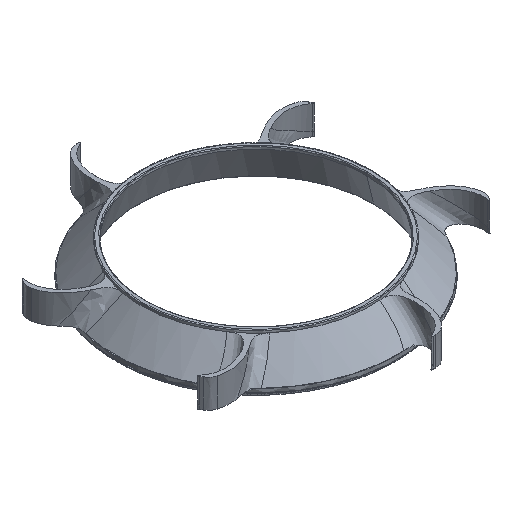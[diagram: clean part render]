
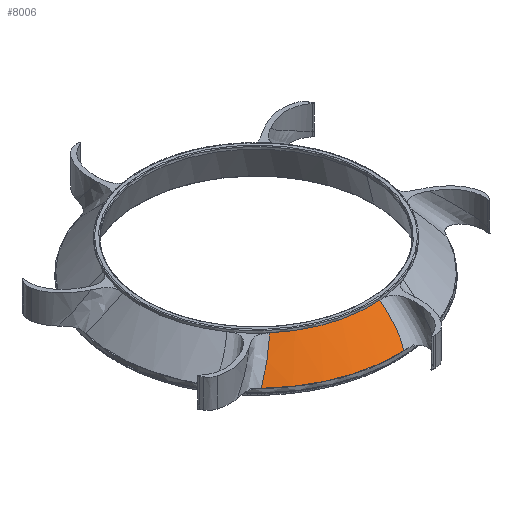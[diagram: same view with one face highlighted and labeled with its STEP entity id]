
A CAD part, isometric view. The second image highlights one B-rep face of the part: STEP entity #8006.
In plain terms, the highlighted conical face has half-angle 43 degrees and reference radius 60 mm.
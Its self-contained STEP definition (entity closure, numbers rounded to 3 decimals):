
#1053 = CARTESIAN_POINT ( 'NONE',  ( 3.142, -73.921, 1.956 ) ) ;
#1430 = VERTEX_POINT ( 'NONE', #24413 ) ;
#1945 = CARTESIAN_POINT ( 'NONE',  ( 5.407, -64.589, 11.793 ) ) ;
#2118 = CARTESIAN_POINT ( 'NONE',  ( 4.633, -70.477, 5.558 ) ) ;
#2414 = AXIS2_PLACEMENT_3D ( 'NONE', #33595, #9998, #15343 ) ;
#2929 = CARTESIAN_POINT ( 'NONE',  ( -44.014, -49.907, 9.939 ) ) ;
#3076 = VERTEX_POINT ( 'NONE', #21763 ) ;
#3105 = EDGE_CURVE ( 'NONE', #1430, #3076, #6251, .T. ) ;
#4863 = CARTESIAN_POINT ( 'NONE',  ( 4.783, -69.92, 6.143 ) ) ;
#5032 = CARTESIAN_POINT ( 'NONE',  ( 4.554, -70.763, 5.257 ) ) ;
#5206 = CARTESIAN_POINT ( 'NONE',  ( 4.629, -70.493, 5.54 ) ) ;
#5445 = EDGE_CURVE ( 'NONE', #31018, #3076, #22132, .T. ) ;
#6251 = CIRCLE ( 'NONE', #2414, 60. ) ;
#6928 = CARTESIAN_POINT ( 'NONE',  ( -43.197, -49.354, 10.963 ) ) ;
#7095 = CARTESIAN_POINT ( 'NONE',  ( 4.231, -71.754, 4.218 ) ) ;
#7433 = CARTESIAN_POINT ( 'NONE',  ( 3.742, -72.916, 3.003 ) ) ;
#7486 = DIRECTION ( 'NONE',  ( 1., 0., 0. ) ) ;
#7784 = CARTESIAN_POINT ( 'NONE',  ( 5.203, -67.183, 9.037 ) ) ;
#8006 = ADVANCED_FACE ( 'NONE', ( #31869 ), #19875, .T. ) ;
#8069 = CARTESIAN_POINT ( 'NONE',  ( -38.698, -45.853, 16.956 ) ) ;
#8846 = AXIS2_PLACEMENT_3D ( 'NONE', #11047, #23966, #24466 ) ;
#8867 = B_SPLINE_CURVE_WITH_KNOTS ( 'NONE', 3,
 ( #8069, #34077, #25352, #21007, #21164, #6928, #26502, #2929, #31494, #16003, #18577, #20364, #13081, #25519, #13417 ),
 .UNSPECIFIED., .F., .F.,
 ( 4, 2, 2, 1, 1, 1, 2, 2, 4 ),
 ( 0., 0.25, 0.375, 0.437, 0.469, 0.484, 0.492, 0.5, 1. ),
 .UNSPECIFIED. ) ;
#9998 = DIRECTION ( 'NONE',  ( 0., 0., 1. ) ) ;
#10075 = DIRECTION ( 'NONE',  ( 0., 0., 1. ) ) ;
#10223 = ORIENTED_EDGE ( 'NONE', *, *, #5445, .T. ) ;
#10360 = CARTESIAN_POINT ( 'NONE',  ( 5.177, -67.458, 8.745 ) ) ;
#10540 = CARTESIAN_POINT ( 'NONE',  ( 4.115, -72.054, 3.904 ) ) ;
#11047 = CARTESIAN_POINT ( 'NONE',  ( 0., 0., 16.956 ) ) ;
#12955 = CARTESIAN_POINT ( 'NONE',  ( 4.625, -70.509, 5.524 ) ) ;
#13081 = CARTESIAN_POINT ( 'NONE',  ( -46.564, -51.561, 6.799 ) ) ;
#13122 = CARTESIAN_POINT ( 'NONE',  ( 4.906, -69.347, 6.747 ) ) ;
#13417 = CARTESIAN_POINT ( 'NONE',  ( -50.939, -53.66, 1.956 ) ) ;
#15030 = CARTESIAN_POINT ( 'NONE',  ( 4.595, -70.618, 5.409 ) ) ;
#15343 = DIRECTION ( 'NONE',  ( 1., 0., 0. ) ) ;
#15363 = CARTESIAN_POINT ( 'NONE',  ( 5.152, -67.691, 8.498 ) ) ;
#15759 = ORIENTED_EDGE ( 'NONE', *, *, #3105, .F. ) ;
#16003 = CARTESIAN_POINT ( 'NONE',  ( -44.333, -50.116, 9.545 ) ) ;
#16388 = CARTESIAN_POINT ( 'NONE',  ( -50.939, -53.66, 1.956 ) ) ;
#17773 = CARTESIAN_POINT ( 'NONE',  ( 3.142, -73.921, 1.956 ) ) ;
#18063 = EDGE_CURVE ( 'NONE', #18280, #31018, #28924, .T. ) ;
#18280 = VERTEX_POINT ( 'NONE', #16388 ) ;
#18292 = CARTESIAN_POINT ( 'NONE',  ( 5.22, -66.976, 9.257 ) ) ;
#18577 = CARTESIAN_POINT ( 'NONE',  ( -44.397, -50.157, 9.467 ) ) ;
#19579 = AXIS2_PLACEMENT_3D ( 'NONE', #28492, #10075, #7486 ) ;
#19875 = CONICAL_SURFACE ( 'NONE', #8846, 60., 0.75 ) ;
#20363 = CARTESIAN_POINT ( 'NONE',  ( 4.9, -59.8, 16.956 ) ) ;
#20364 = CARTESIAN_POINT ( 'NONE',  ( -44.428, -50.178, 9.428 ) ) ;
#20698 = CARTESIAN_POINT ( 'NONE',  ( 5.223, -66.946, 9.289 ) ) ;
#21007 = CARTESIAN_POINT ( 'NONE',  ( -41.966, -48.477, 12.539 ) ) ;
#21164 = CARTESIAN_POINT ( 'NONE',  ( -42.454, -48.832, 11.909 ) ) ;
#21763 = CARTESIAN_POINT ( 'NONE',  ( 4.9, -59.8, 16.956 ) ) ;
#22132 = B_SPLINE_CURVE_WITH_KNOTS ( 'NONE', 3,
 ( #17773, #23114, #7433, #10540, #7095, #28265, #26199, #5032, #15030, #28437, #12955, #5206, #25518, #2118, #4863, #13122, #23450, #33620, #15363, #10360, #7784, #28098, #18292, #20698, #33441, #31189, #1945, #28788, #20363 ),
 .UNSPECIFIED., .F., .F.,
 ( 4, 2, 2, 1, 1, 1, 1, 1, 2, 2, 2, 2, 1, 1, 1, 1, 2, 2, 4 ),
 ( 0., 0.125, 0.188, 0.219, 0.234, 0.242, 0.246, 0.248, 0.249, 0.25, 0.375, 0.438, 0.469, 0.484, 0.492, 0.496, 0.498, 0.5, 1. ),
 .UNSPECIFIED. ) ;
#22133 = EDGE_CURVE ( 'NONE', #1430, #18280, #8867, .T. ) ;
#23114 = CARTESIAN_POINT ( 'NONE',  ( 3.459, -73.443, 2.453 ) ) ;
#23450 = CARTESIAN_POINT ( 'NONE',  ( 5.054, -68.455, 7.689 ) ) ;
#23966 = DIRECTION ( 'NONE',  ( 0., 0., -1. ) ) ;
#24326 = EDGE_LOOP ( 'NONE', ( #15759, #29906, #27411, #10223 ) ) ;
#24413 = CARTESIAN_POINT ( 'NONE',  ( -38.698, -45.853, 16.956 ) ) ;
#24466 = DIRECTION ( 'NONE',  ( 1., 0., 0. ) ) ;
#25352 = CARTESIAN_POINT ( 'NONE',  ( -40.527, -47.388, 14.431 ) ) ;
#25518 = CARTESIAN_POINT ( 'NONE',  ( 4.632, -70.483, 5.551 ) ) ;
#25519 = CARTESIAN_POINT ( 'NONE',  ( -48.722, -52.723, 4.321 ) ) ;
#26199 = CARTESIAN_POINT ( 'NONE',  ( 4.469, -71.049, 4.957 ) ) ;
#26502 = CARTESIAN_POINT ( 'NONE',  ( -43.572, -49.612, 10.491 ) ) ;
#27411 = ORIENTED_EDGE ( 'NONE', *, *, #18063, .T. ) ;
#28098 = CARTESIAN_POINT ( 'NONE',  ( 5.215, -67.045, 9.184 ) ) ;
#28265 = CARTESIAN_POINT ( 'NONE',  ( 4.392, -71.287, 4.707 ) ) ;
#28437 = CARTESIAN_POINT ( 'NONE',  ( 4.615, -70.546, 5.485 ) ) ;
#28492 = CARTESIAN_POINT ( 'NONE',  ( 0., 0., 1.956 ) ) ;
#28788 = CARTESIAN_POINT ( 'NONE',  ( 5.269, -62.222, 14.335 ) ) ;
#28924 = CIRCLE ( 'NONE', #19579, 73.988 ) ;
#29906 = ORIENTED_EDGE ( 'NONE', *, *, #22133, .T. ) ;
#31018 = VERTEX_POINT ( 'NONE', #1053 ) ;
#31189 = CARTESIAN_POINT ( 'NONE',  ( 5.225, -66.915, 9.322 ) ) ;
#31494 = CARTESIAN_POINT ( 'NONE',  ( -44.237, -50.053, 9.664 ) ) ;
#31869 = FACE_OUTER_BOUND ( 'NONE', #24326, .T. ) ;
#33441 = CARTESIAN_POINT ( 'NONE',  ( 5.224, -66.926, 9.31 ) ) ;
#33595 = CARTESIAN_POINT ( 'NONE',  ( 0., 0., 16.956 ) ) ;
#33620 = CARTESIAN_POINT ( 'NONE',  ( 5.097, -68.153, 8.009 ) ) ;
#34077 = CARTESIAN_POINT ( 'NONE',  ( -39.598, -46.633, 15.693 ) ) ;
